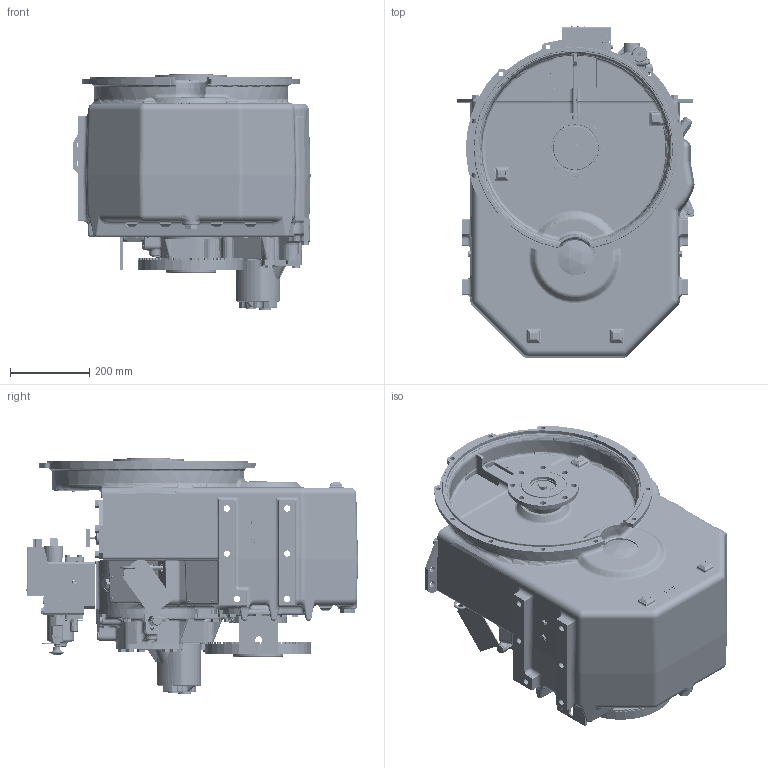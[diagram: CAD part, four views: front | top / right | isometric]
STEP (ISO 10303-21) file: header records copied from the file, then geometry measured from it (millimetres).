
FILE_DESCRIPTION (( 'STEP AP214' ), '1' );
FILE_NAME ('PX13298G.STEP', '2018-04-20T09:17:21', ( '' ), ( '' ), 'SwSTEP 2.0', 'SolidWorks 2015', '' );
FILE_SCHEMA (( 'AUTOMOTIVE_DESIGN' ));
Length unit declared in the file: millimetre
Products named in the file (1): PX13298G
Bounding box: 599.57 x 839.71 x 598.09 mm (x, y, z)
Surface area: 3312919 mm2 (no closed solid volume)
Topology: 0 solids, 337 shells, 3829 faces, 14946 edges, 10989 vertices
Faces by surface type: plane 1453, cylinder 1129, bspline 645, cone 275, torus 206, sphere 121
Full cylindrical faces by diameter (mm): 2.54 x5, 2.6 x3, 4.2 x1, 4.4 x2, 5 x1, 6.35 x3, 7.88 x1, 7.938 x2, 8 x2, 8.5 x2, 9.335 x2, 9.515 x1, 9.525 x3, 9.538 x3, 10 x6, 10.5 x1, 10.716 x2, 11 x4, 11.176 x14, 11.9 x12, 12 x3, 12.5 x4, 12.705 x1, 12.954 x1, 13 x1, 14.2 x8, 14.275 x1, 14.288 x1, 14.732 x1, 15.316 x4
Entity records: 255536 total; most frequent: CARTESIAN_POINT 99154, DIRECTION 21784, ORIENTED_EDGE 21591, EDGE_CURVE 14455, VERTEX_POINT 10898, AXIS2_PLACEMENT_3D 7919, VECTOR 5946, LINE 5946
